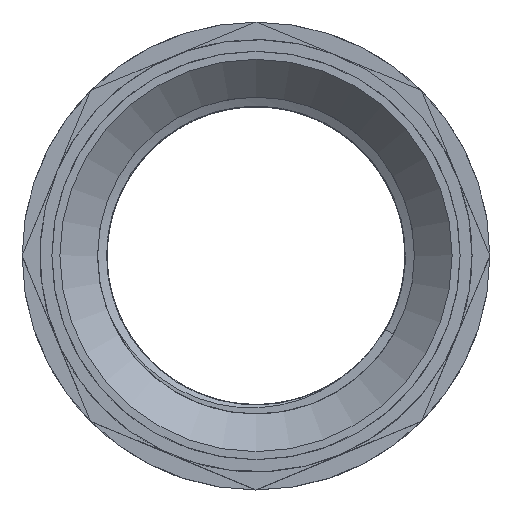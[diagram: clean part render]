
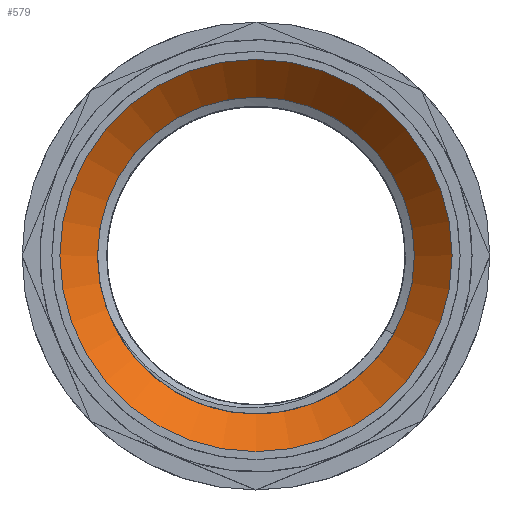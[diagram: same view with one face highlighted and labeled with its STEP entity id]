
A CAD part, top view. The second image highlights one B-rep face of the part: STEP entity #579.
In plain terms, the highlighted conical face has half-angle 45 degrees and reference radius 21 mm.
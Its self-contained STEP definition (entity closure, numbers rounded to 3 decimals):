
#52 = AXIS2_PLACEMENT_3D ( 'NONE', #1468, #1469, #1470 ) ;
#53 = CIRCLE ( 'NONE', #52, 21. ) ;
#348 = ORIENTED_EDGE ( 'NONE', *, *, #663, .F. ) ;
#349 = ORIENTED_EDGE ( 'NONE', *, *, #669, .F. ) ;
#396 = EDGE_LOOP ( 'NONE', ( #349 ) ) ;
#397 = EDGE_LOOP ( 'NONE', ( #348 ) ) ;
#579 = ADVANCED_FACE ( 'NONE', ( #4911, #4912 ), #3347, .F. ) ;
#663 = EDGE_CURVE ( 'NONE', #3869, #3869, #3290, .T. ) ;
#669 = EDGE_CURVE ( 'NONE', #3873, #3873, #53, .T. ) ;
#1317 = CARTESIAN_POINT ( 'NONE',  ( 0., 0., 49. ) ) ;
#1318 = DIRECTION ( 'NONE',  ( 0., 0., -1. ) ) ;
#1319 = DIRECTION ( 'NONE',  ( 1., 0., 0. ) ) ;
#1468 = CARTESIAN_POINT ( 'NONE',  ( 0., 0., 44. ) ) ;
#1469 = DIRECTION ( 'NONE',  ( 0., 0., 1. ) ) ;
#1470 = DIRECTION ( 'NONE',  ( 1., 0., 0. ) ) ;
#3287 = AXIS2_PLACEMENT_3D ( 'NONE', #1317, #1318, #1319 ) ;
#3290 = CIRCLE ( 'NONE', #3287, 26. ) ;
#3347 = CONICAL_SURFACE ( 'NONE', #3362, 21., 0.785 ) ;
#3362 = AXIS2_PLACEMENT_3D ( 'NONE', #4910, #4913, #4908 ) ;
#3869 = VERTEX_POINT ( 'NONE', #3872 ) ;
#3872 = CARTESIAN_POINT ( 'NONE',  ( 26., 0., 49. ) ) ;
#3873 = VERTEX_POINT ( 'NONE', #3876 ) ;
#3876 = CARTESIAN_POINT ( 'NONE',  ( 21., 0., 44. ) ) ;
#4908 = DIRECTION ( 'NONE',  ( 1., 0., 0. ) ) ;
#4910 = CARTESIAN_POINT ( 'NONE',  ( 0., 0., 44. ) ) ;
#4911 = FACE_OUTER_BOUND ( 'NONE', #397, .T. ) ;
#4912 = FACE_BOUND ( 'NONE', #396, .T. ) ;
#4913 = DIRECTION ( 'NONE',  ( 0., 0., 1. ) ) ;
